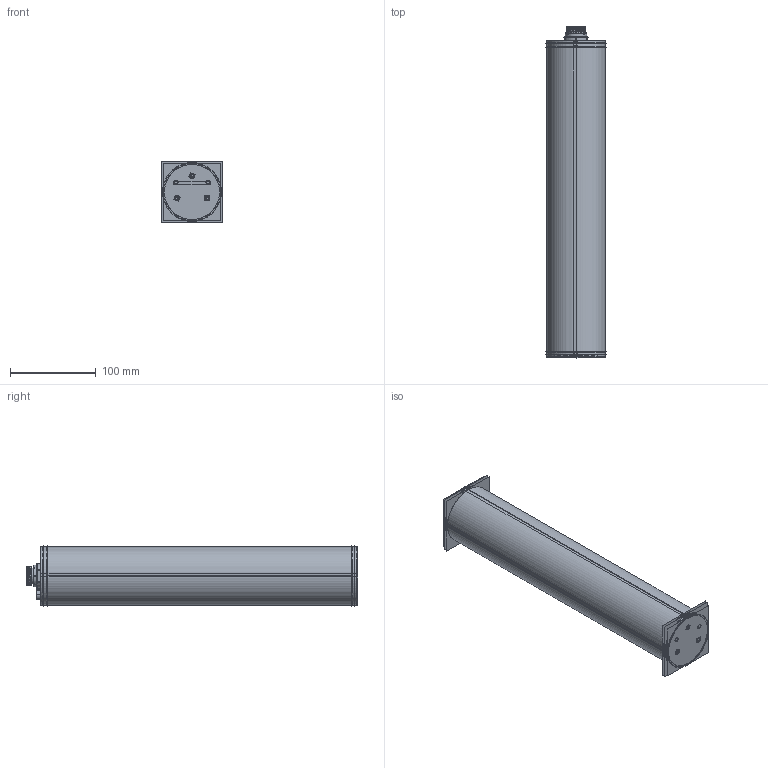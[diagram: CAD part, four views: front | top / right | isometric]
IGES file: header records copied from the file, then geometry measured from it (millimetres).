
Start section:  PTC IGES file: 216276.igs
Global section: file name: 216276.igs; native system: Creo Parametric by PTC Inc.; preprocessor: 2019292; author: PDMAdmin; organization: Unknown; date: 20211028.110003; units: millimetre
Bounding box: 71.29 x 387.17 x 71.25 mm (x, y, z)
Volume: 117551.7 mm3; surface area: 934566.5 mm2
Topology: 29 solids, 31 shells, 1256 faces, 6588 edges, 8752 vertices
Faces by surface type: revolution 850, bspline 406
